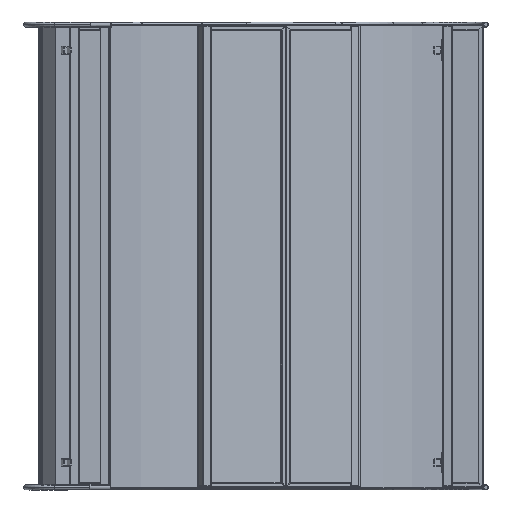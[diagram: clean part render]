
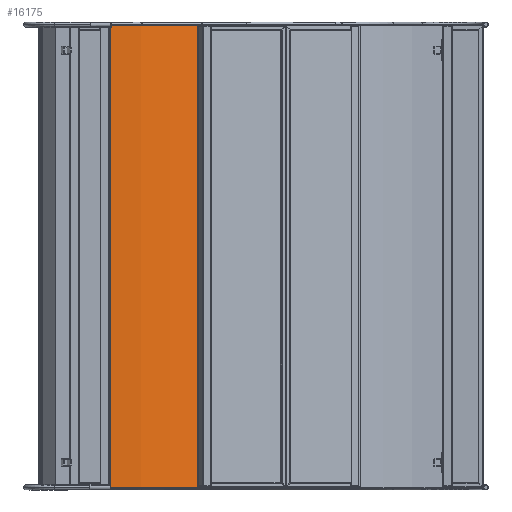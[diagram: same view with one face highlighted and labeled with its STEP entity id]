
A CAD part, front view. The second image highlights one B-rep face of the part: STEP entity #16175.
In plain terms, the highlighted cylindrical face has radius 863.6 mm (diameter 1727.2 mm), a partial arc.
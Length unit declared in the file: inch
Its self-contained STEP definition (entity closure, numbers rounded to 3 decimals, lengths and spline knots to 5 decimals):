
#308 = VERTEX_POINT ( 'NONE', #13045 ) ;
#578 = AXIS2_PLACEMENT_3D ( 'NONE', #24672, #15619, #22405 ) ;
#1423 = VERTEX_POINT ( 'NONE', #28396 ) ;
#1809 = CYLINDRICAL_SURFACE ( 'NONE', #4747, 34. ) ;
#2478 = CIRCLE ( 'NONE', #578, 34. ) ;
#2977 = LINE ( 'NONE', #18620, #29493 ) ;
#3971 = CARTESIAN_POINT ( 'NONE',  ( 45., 0., 12.00136 ) ) ;
#4128 = LINE ( 'NONE', #26394, #5724 ) ;
#4747 = AXIS2_PLACEMENT_3D ( 'NONE', #24686, #13248, #22567 ) ;
#5724 = VECTOR ( 'NONE', #10610, 39.37008 ) ;
#6029 = EDGE_CURVE ( 'NONE', #24590, #1423, #4128, .T. ) ;
#7763 = VECTOR ( 'NONE', #15253, 39.37008 ) ;
#7975 = CARTESIAN_POINT ( 'NONE',  ( -45., 0., 12.00136 ) ) ;
#8502 = CARTESIAN_POINT ( 'NONE',  ( 45., 0., 12.00136 ) ) ;
#9437 = VERTEX_POINT ( 'NONE', #23871 ) ;
#9992 = ORIENTED_EDGE ( 'NONE', *, *, #20191, .T. ) ;
#10610 = DIRECTION ( 'NONE',  ( -1., 0., 0. ) ) ;
#10658 = VECTOR ( 'NONE', #13148, 39.37008 ) ;
#11468 = DIRECTION ( 'NONE',  ( 1., 0., 0. ) ) ;
#11786 = EDGE_CURVE ( 'NONE', #308, #24590, #28936, .T. ) ;
#11848 = DIRECTION ( 'NONE',  ( -1., 0., 0. ) ) ;
#12033 = ORIENTED_EDGE ( 'NONE', *, *, #11786, .F. ) ;
#13045 = CARTESIAN_POINT ( 'NONE',  ( 45., 4.55514, 29. ) ) ;
#13148 = DIRECTION ( 'NONE',  ( -1., 0., 0. ) ) ;
#13248 = DIRECTION ( 'NONE',  ( -1., 0., 0. ) ) ;
#13723 = CARTESIAN_POINT ( 'NONE',  ( 45., 34., 12. ) ) ;
#14022 = ORIENTED_EDGE ( 'NONE', *, *, #19804, .F. ) ;
#14175 = EDGE_CURVE ( 'NONE', #308, #18278, #2977, .T. ) ;
#14471 = AXIS2_PLACEMENT_3D ( 'NONE', #13723, #11468, #16118 ) ;
#15119 = EDGE_LOOP ( 'NONE', ( #9992, #21410, #14022, #26246, #12033, #16267 ) ) ;
#15253 = DIRECTION ( 'NONE',  ( -1., 0., 0. ) ) ;
#15619 = DIRECTION ( 'NONE',  ( 1., 0., 0. ) ) ;
#16118 = DIRECTION ( 'NONE',  ( 0., 0., -1. ) ) ;
#16175 = ADVANCED_FACE ( 'NONE', ( #22280 ), #1809, .T. ) ;
#16267 = ORIENTED_EDGE ( 'NONE', *, *, #14175, .T. ) ;
#17517 = LINE ( 'NONE', #8502, #7763 ) ;
#18278 = VERTEX_POINT ( 'NONE', #29026 ) ;
#18620 = CARTESIAN_POINT ( 'NONE',  ( 45., 4.55514, 29. ) ) ;
#18937 = VERTEX_POINT ( 'NONE', #7975 ) ;
#19804 = EDGE_CURVE ( 'NONE', #1423, #9437, #17517, .T. ) ;
#19907 = LINE ( 'NONE', #3971, #10658 ) ;
#20191 = EDGE_CURVE ( 'NONE', #18278, #18937, #2478, .T. ) ;
#20402 = CARTESIAN_POINT ( 'NONE',  ( 45., 0., 12.00136 ) ) ;
#21410 = ORIENTED_EDGE ( 'NONE', *, *, #28360, .F. ) ;
#22280 = FACE_OUTER_BOUND ( 'NONE', #15119, .T. ) ;
#22405 = DIRECTION ( 'NONE',  ( 0., 0., -1. ) ) ;
#22567 = DIRECTION ( 'NONE',  ( 0., 0., 1. ) ) ;
#23871 = CARTESIAN_POINT ( 'NONE',  ( -44.8585, 0., 12.00136 ) ) ;
#24590 = VERTEX_POINT ( 'NONE', #20402 ) ;
#24672 = CARTESIAN_POINT ( 'NONE',  ( -45., 34., 12. ) ) ;
#24686 = CARTESIAN_POINT ( 'NONE',  ( 45., 34., 12. ) ) ;
#26246 = ORIENTED_EDGE ( 'NONE', *, *, #6029, .F. ) ;
#26394 = CARTESIAN_POINT ( 'NONE',  ( 45., 0., 12.00136 ) ) ;
#28360 = EDGE_CURVE ( 'NONE', #9437, #18937, #19907, .T. ) ;
#28396 = CARTESIAN_POINT ( 'NONE',  ( 44.8585, 0., 12.00136 ) ) ;
#28936 = CIRCLE ( 'NONE', #14471, 34. ) ;
#29026 = CARTESIAN_POINT ( 'NONE',  ( -45., 4.55514, 29. ) ) ;
#29493 = VECTOR ( 'NONE', #11848, 39.37008 ) ;
